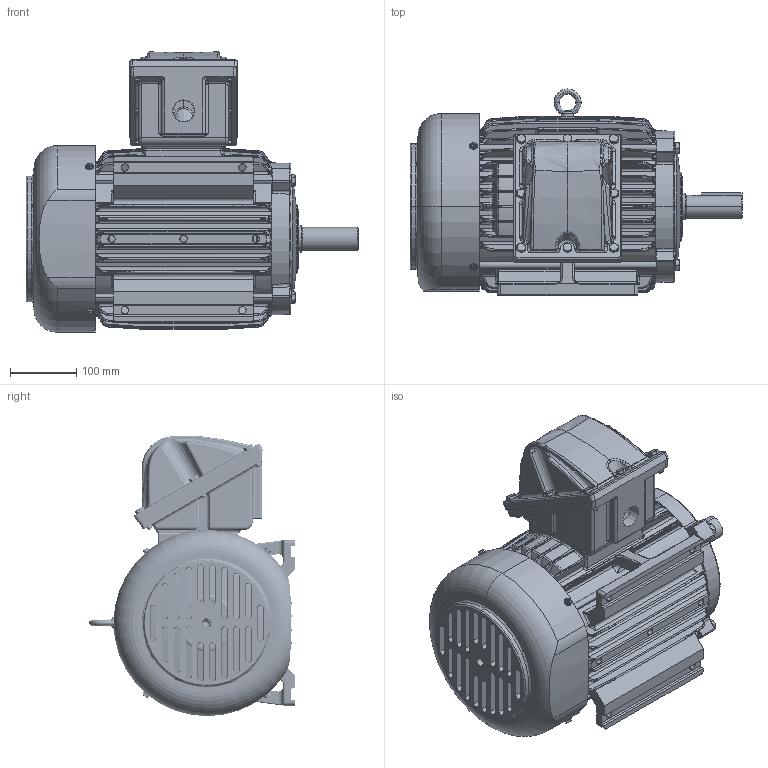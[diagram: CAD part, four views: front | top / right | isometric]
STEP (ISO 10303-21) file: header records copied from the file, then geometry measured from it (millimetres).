
FILE_DESCRIPTION(('CATIA V5 STEP Exchange'),'2;1');
FILE_NAME('31043A299--AEHHXV 215T.stp','2017-11-09T10:19:32+00:00',('none'),('none'),'Unofficial Packaging Version','CATIA V5 STEP AP203','none');
FILE_SCHEMA(('CONFIG_CONTROL_DESIGN'));
Length unit declared in the file: millimetre
Products named in the file (1): 31043A299--AEHHXV 215T
Bounding box: 501.9 x 311.4 x 423.85 mm (x, y, z)
Volume: 6940091.2 mm3; surface area: 1602639 mm2
Topology: 2 solids, 20 shells, 3968 faces, 10088 edges, 5965 vertices
Faces by surface type: bspline 1452, cylinder 834, plane 698, torus 467, cone 386, sphere 93, revolution 38
Entity records: 169373 total; most frequent: CARTESIAN_POINT 94799, ORIENTED_EDGE 19524, EDGE_CURVE 9761, DIRECTION 9280, VERTEX_POINT 5965, AXIS2_PLACEMENT_3D 4637, EDGE_LOOP 4208, ADVANCED_FACE 3968
